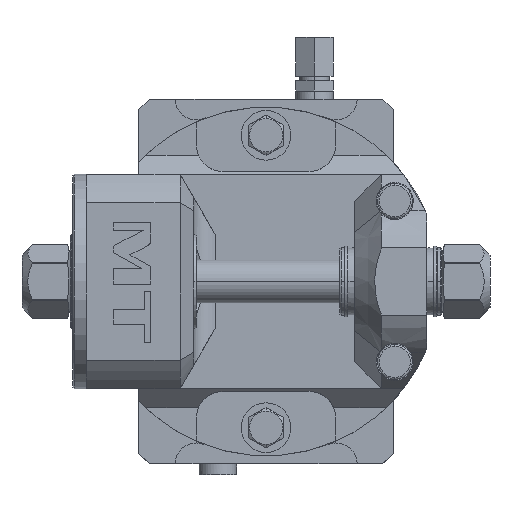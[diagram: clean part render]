
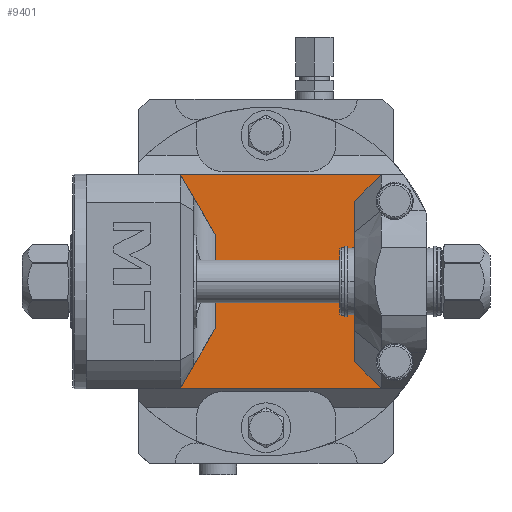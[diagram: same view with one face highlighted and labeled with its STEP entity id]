
A CAD part, left-side view. The second image highlights one B-rep face of the part: STEP entity #9401.
In plain terms, the highlighted planar face has unit normal (-1, 0, 0).
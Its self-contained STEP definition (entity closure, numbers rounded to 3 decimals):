
#175=CARTESIAN_POINT('',(-45.5,0.,0.));
#176=DIRECTION('',(-1.,0.,0.));
#177=DIRECTION('',(0.,-0.789,0.614));
#178=AXIS2_PLACEMENT_3D('',#175,#176,#177);
#259=CARTESIAN_POINT('',(-45.5,0.,0.));
#260=DIRECTION('',(-1.,0.,0.));
#261=DIRECTION('',(0.,-0.788,-0.615));
#262=AXIS2_PLACEMENT_3D('',#259,#260,#261);
#2040=DIRECTION('',(0.,0.,-1.));
#2041=VECTOR('',#2040,59.8);
#2042=CARTESIAN_POINT('',(-45.5,-33.,29.9));
#2043=LINE('',#2042,#2041);
#2044=DIRECTION('',(0.,0.707,0.707));
#2045=VECTOR('',#2044,14.142);
#2046=CARTESIAN_POINT('',(-45.5,-43.,-39.9));
#2047=LINE('',#2046,#2045);
#2048=DIRECTION('',(0.,1.,0.));
#2049=VECTOR('',#2048,8.313);
#2050=CARTESIAN_POINT('',(-45.5,-51.313,-39.9));
#2051=LINE('',#2050,#2049);
#2052=DIRECTION('',(0.,1.,0.));
#2053=VECTOR('',#2052,83.235);
#2054=CARTESIAN_POINT('',(-45.5,-51.235,-40.));
#2055=LINE('',#2054,#2053);
#2056=DIRECTION('',(0.,0.5,-0.866));
#2057=VECTOR('',#2056,26.);
#2058=CARTESIAN_POINT('',(-45.5,19.,-17.483));
#2059=LINE('',#2058,#2057);
#2060=DIRECTION('',(0.,0.,1.));
#2061=VECTOR('',#2060,34.967);
#2062=CARTESIAN_POINT('',(-45.5,19.,-17.483));
#2063=LINE('',#2062,#2061);
#2064=DIRECTION('',(0.,-0.5,-0.866));
#2065=VECTOR('',#2064,26.);
#2066=CARTESIAN_POINT('',(-45.5,32.,40.));
#2067=LINE('',#2066,#2065);
#2068=DIRECTION('',(0.,-1.,0.));
#2069=VECTOR('',#2068,83.235);
#2070=CARTESIAN_POINT('',(-45.5,32.,40.));
#2071=LINE('',#2070,#2069);
#2072=DIRECTION('',(0.,1.,0.));
#2073=VECTOR('',#2072,8.313);
#2074=CARTESIAN_POINT('',(-45.5,-51.313,39.9));
#2075=LINE('',#2074,#2073);
#2076=DIRECTION('',(0.,-0.707,0.707));
#2077=VECTOR('',#2076,14.142);
#2078=CARTESIAN_POINT('',(-45.5,-33.,29.9));
#2079=LINE('',#2078,#2077);
#3113=CARTESIAN_POINT('',(-45.5,19.,17.483));
#3129=CARTESIAN_POINT('',(-45.5,19.,-17.483));
#5605=CARTESIAN_POINT('',(-45.5,-51.235,-40.));
#5606=VERTEX_POINT('',#5605);
#5607=CARTESIAN_POINT('',(-45.5,-51.235,40.));
#5608=VERTEX_POINT('',#5607);
#5624=CARTESIAN_POINT('',(-45.5,32.,40.));
#5626=VERTEX_POINT('',#5624);
#5628=CARTESIAN_POINT('',(-45.5,32.,-40.));
#5630=VERTEX_POINT('',#5628);
#5639=VERTEX_POINT('',#3113);
#5640=VERTEX_POINT('',#3129);
#5691=CARTESIAN_POINT('',(-45.5,-33.,29.9));
#5692=CARTESIAN_POINT('',(-45.5,-33.,-29.9));
#5693=VERTEX_POINT('',#5691);
#5694=VERTEX_POINT('',#5692);
#5695=CARTESIAN_POINT('',(-45.5,-51.313,-39.9));
#5696=CARTESIAN_POINT('',(-45.5,-43.,-39.9));
#5697=VERTEX_POINT('',#5695);
#5698=VERTEX_POINT('',#5696);
#5699=CARTESIAN_POINT('',(-45.5,-51.313,39.9));
#5700=CARTESIAN_POINT('',(-45.5,-43.,39.9));
#5701=VERTEX_POINT('',#5699);
#5702=VERTEX_POINT('',#5700);
#9376=CARTESIAN_POINT('',(-45.5,0.,0.));
#9377=DIRECTION('',(-1.,0.,0.));
#9378=DIRECTION('',(0.,1.,0.));
#9379=AXIS2_PLACEMENT_3D('',#9376,#9377,#9378);
#9380=PLANE('',#9379);
#9382=ORIENTED_EDGE('',*,*,#9381,.T.);
#9384=ORIENTED_EDGE('',*,*,#9383,.F.);
#9386=ORIENTED_EDGE('',*,*,#9385,.F.);
#9387=ORIENTED_EDGE('',*,*,#7028,.F.);
#9388=ORIENTED_EDGE('',*,*,#9290,.T.);
#9389=ORIENTED_EDGE('',*,*,#9313,.F.);
#9391=ORIENTED_EDGE('',*,*,#9390,.T.);
#9392=ORIENTED_EDGE('',*,*,#9366,.F.);
#9393=ORIENTED_EDGE('',*,*,#9115,.T.);
#9394=ORIENTED_EDGE('',*,*,#6948,.F.);
#9396=ORIENTED_EDGE('',*,*,#9395,.T.);
#9398=ORIENTED_EDGE('',*,*,#9397,.F.);
#9399=EDGE_LOOP('',(#9382,#9384,#9386,#9387,#9388,#9389,#9391,#9392,#9393,#9394,
#9396,#9398));
#9400=FACE_OUTER_BOUND('',#9399,.F.);
#9401=ADVANCED_FACE('',(#9400),#9380,.T.);
#179=CIRCLE('',#178,65.);
#263=CIRCLE('',#262,65.);
#6948=EDGE_CURVE('',#5701,#5608,#179,.T.);
#7028=EDGE_CURVE('',#5606,#5697,#263,.T.);
#9115=EDGE_CURVE('',#5626,#5608,#2071,.T.);
#9290=EDGE_CURVE('',#5606,#5630,#2055,.T.);
#9313=EDGE_CURVE('',#5640,#5630,#2059,.T.);
#9366=EDGE_CURVE('',#5626,#5639,#2067,.T.);
#9381=EDGE_CURVE('',#5693,#5694,#2043,.T.);
#9383=EDGE_CURVE('',#5698,#5694,#2047,.T.);
#9385=EDGE_CURVE('',#5697,#5698,#2051,.T.);
#9390=EDGE_CURVE('',#5640,#5639,#2063,.T.);
#9395=EDGE_CURVE('',#5701,#5702,#2075,.T.);
#9397=EDGE_CURVE('',#5693,#5702,#2079,.T.);
